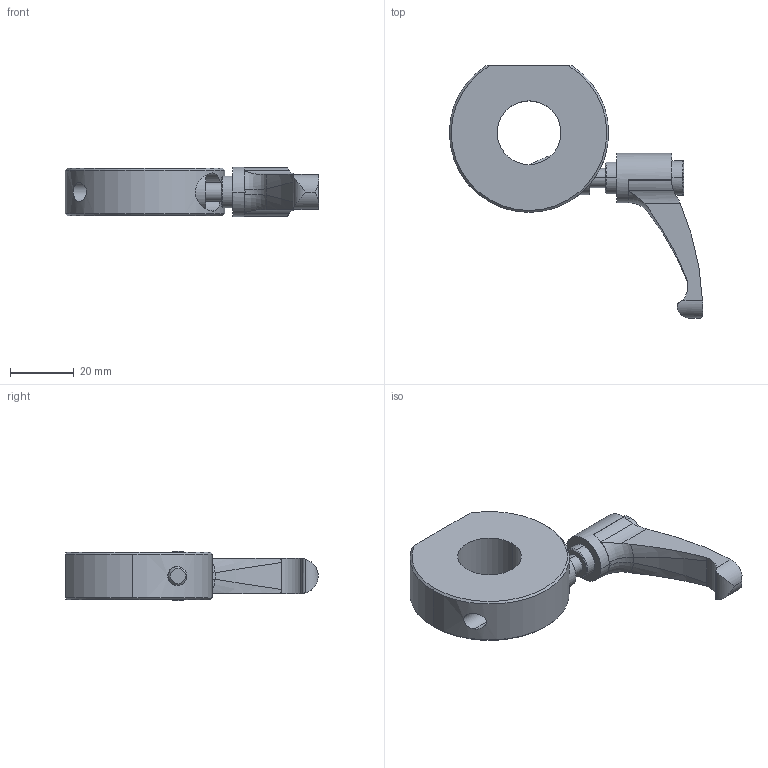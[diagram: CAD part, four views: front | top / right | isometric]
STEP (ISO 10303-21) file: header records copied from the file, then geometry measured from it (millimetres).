
FILE_DESCRIPTION (( 'STEP AP203' ), '1' );
FILE_NAME ('CSC-20B.STEP', '2018-12-24T14:50:29', ( 'Users' ), ( 'Microsoft' ), 'SwSTEP 2.0', 'SolidWorks 2010', '' );
FILE_SCHEMA (( 'CONFIG_CONTROL_DESIGN' ));
Length unit declared in the file: millimetre
Products named in the file (4): 掛极; 諉揖极; 忒梟; CSC-20B
Assembly tree (3 placements, depth 2):
  CSC-20B
    掛极
    忒梟
    諉揖极
Bounding box: 79.5 x 79.2 x 15.5 mm (x, y, z)
Volume: 29654 mm3; surface area: 12222 mm2
Topology: 3 solids, 3 shells, 100 faces, 259 edges, 166 vertices
Faces by surface type: cylinder 59, plane 21, cone 14, torus 4, bspline 2
Entity records: 3906 total; most frequent: CARTESIAN_POINT 1036, DIRECTION 541, ORIENTED_EDGE 510, EDGE_CURVE 255, AXIS2_PLACEMENT_3D 227, VERTEX_POINT 166, CIRCLE 123, EDGE_LOOP 113
